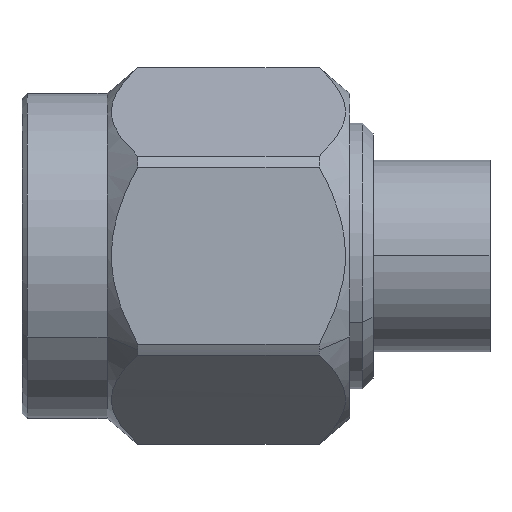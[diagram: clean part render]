
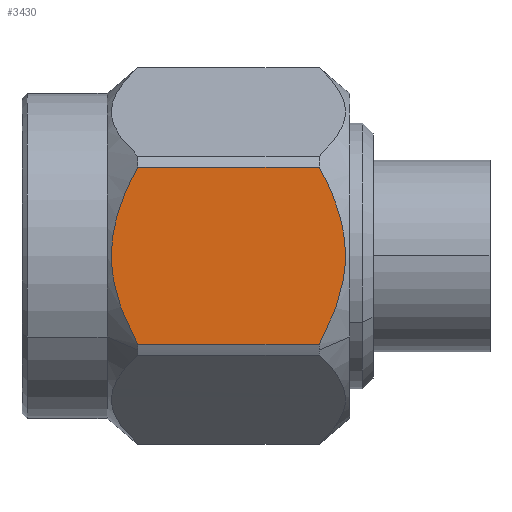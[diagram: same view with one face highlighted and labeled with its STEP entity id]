
A CAD part, top view. The second image highlights one B-rep face of the part: STEP entity #3430.
In plain terms, the highlighted planar face has unit normal (0, 0, 1).
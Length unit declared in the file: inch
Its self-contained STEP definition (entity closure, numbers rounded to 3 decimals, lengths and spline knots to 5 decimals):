
#6 = CARTESIAN_POINT ( 'NONE',  ( 0.29309, -0.05463, 0.15625 ) ) ;
#24 = ORIENTED_EDGE ( 'NONE', *, *, #3152, .T. ) ;
#56 = CARTESIAN_POINT ( 'NONE',  ( 0.29613, -0.04616, 0.15625 ) ) ;
#82 = CARTESIAN_POINT ( 'NONE',  ( 0.1089, 0.08326, 0.15625 ) ) ;
#134 = CARTESIAN_POINT ( 'NONE',  ( 0.1089, 0.08326, 0.15625 ) ) ;
#147 = CARTESIAN_POINT ( 'NONE',  ( 0.0972, -0.05967, 0.15625 ) ) ;
#178 = DIRECTION ( 'NONE',  ( -1., 0., 0. ) ) ;
#284 = ORIENTED_EDGE ( 'NONE', *, *, #325, .T. ) ;
#325 = EDGE_CURVE ( 'NONE', #1074, #531, #1900, .T. ) ;
#337 = FACE_OUTER_BOUND ( 'NONE', #3273, .T. ) ;
#383 = CARTESIAN_POINT ( 'NONE',  ( 0.29768, 0.04134, 0.15625 ) ) ;
#428 = CARTESIAN_POINT ( 'NONE',  ( 0.09582, -0.05635, 0.15625 ) ) ;
#447 = CARTESIAN_POINT ( 'NONE',  ( 0.10506, -0.07639, 0.15625 ) ) ;
#531 = VERTEX_POINT ( 'NONE', #1787 ) ;
#544 = CARTESIAN_POINT ( 'NONE',  ( 0.54, -0.08326, 0.15625 ) ) ;
#573 = CARTESIAN_POINT ( 'NONE',  ( 0.2793, -0.08326, 0.15625 ) ) ;
#593 = CARTESIAN_POINT ( 'NONE',  ( 0.30409, 0.00695, 0.15625 ) ) ;
#621 = CARTESIAN_POINT ( 'NONE',  ( 0.09533, 0.05646, 0.15625 ) ) ;
#644 = CARTESIAN_POINT ( 'NONE',  ( 0.29723, 0.04278, 0.15625 ) ) ;
#705 = CARTESIAN_POINT ( 'NONE',  ( 0.09203, -0.04605, 0.15625 ) ) ;
#889 = CARTESIAN_POINT ( 'NONE',  ( 0.30322, 0.01767, 0.15625 ) ) ;
#906 = CARTESIAN_POINT ( 'NONE',  ( 0.29902, 0.03676, 0.15625 ) ) ;
#929 = ORIENTED_EDGE ( 'NONE', *, *, #2492, .F. ) ;
#953 = CARTESIAN_POINT ( 'NONE',  ( 0.09017, 0.04017, 0.15625 ) ) ;
#1066 = CARTESIAN_POINT ( 'NONE',  ( 0.30407, -0.01428, 0.15625 ) ) ;
#1074 = VERTEX_POINT ( 'NONE', #1967 ) ;
#1119 = CARTESIAN_POINT ( 'NONE',  ( 0.29653, -0.04496, 0.15625 ) ) ;
#1126 = DIRECTION ( 'NONE',  ( 0., 0., 1. ) ) ;
#1129 = CARTESIAN_POINT ( 'NONE',  ( 0.10165, -0.06965, 0.15625 ) ) ;
#1148 = CARTESIAN_POINT ( 'NONE',  ( 0.08853, 0.03426, 0.15625 ) ) ;
#1236 = CARTESIAN_POINT ( 'NONE',  ( 0.09124, -0.04364, 0.15625 ) ) ;
#1423 = CARTESIAN_POINT ( 'NONE',  ( 0.28832, -0.06613, 0.15625 ) ) ;
#1484 = CARTESIAN_POINT ( 'NONE',  ( 0.09136, -0.044, 0.15625 ) ) ;
#1538 = CARTESIAN_POINT ( 'NONE',  ( 0.54, 0.08326, 0.15625 ) ) ;
#1629 = B_SPLINE_CURVE_WITH_KNOTS ( 'NONE', 3,
 ( #2825, #447, #1129, #147, #428, #2187, #2034, #705, #1916, #1484, #1236, #2272, #2968, #3003, #2548, #3335, #2566, #1148, #1780, #953, #2014, #2531, #2709, #621, #3352, #82 ),
 .UNSPECIFIED., .F., .F.,
 ( 4, 2, 2, 1, 1, 2, 2, 2, 2, 2, 1, 1, 2, 2, 4 ),
 ( 0., 0.125, 0.1875, 0.21875, 0.23437, 0.24219, 0.25, 0.5, 0.625, 0.6875, 0.71875, 0.73437, 0.74219, 0.75, 1. ),
 .UNSPECIFIED. ) ;
#1645 = CARTESIAN_POINT ( 'NONE',  ( 0.28318, -0.07632, 0.15625 ) ) ;
#1662 = CARTESIAN_POINT ( 'NONE',  ( 0.29679, -0.04417, 0.15625 ) ) ;
#1677 = CARTESIAN_POINT ( 'NONE',  ( 0.1089, -0.08326, 0.15625 ) ) ;
#1771 = CARTESIAN_POINT ( 'NONE',  ( 0.30068, 0.03036, 0.15625 ) ) ;
#1780 = CARTESIAN_POINT ( 'NONE',  ( 0.08924, 0.03698, 0.15625 ) ) ;
#1787 = CARTESIAN_POINT ( 'NONE',  ( 0.2793, 0.08326, 0.15625 ) ) ;
#1887 = LINE ( 'NONE', #544, #2024 ) ;
#1900 = B_SPLINE_CURVE_WITH_KNOTS ( 'NONE', 3,
 ( #573, #1645, #1423, #6, #2433, #56, #1119, #1662, #3235, #2713, #1066, #593, #889, #1771, #906, #3060, #383, #3027, #644, #2750, #2281, #2230 ),
 .UNSPECIFIED., .F., .F.,
 ( 4, 1, 1, 1, 1, 2, 2, 2, 1, 1, 1, 1, 2, 2, 4 ),
 ( 0., 0.125, 0.1875, 0.21875, 0.23437, 0.24219, 0.25, 0.5, 0.625, 0.6875, 0.71875, 0.73437, 0.74219, 0.75, 1. ),
 .UNSPECIFIED. ) ;
#1916 = CARTESIAN_POINT ( 'NONE',  ( 0.09163, -0.04482, 0.15625 ) ) ;
#1947 = PLANE ( 'NONE',  #1999 ) ;
#1967 = CARTESIAN_POINT ( 'NONE',  ( 0.2793, -0.08326, 0.15625 ) ) ;
#1999 = AXIS2_PLACEMENT_3D ( 'NONE', #2153, #1126, #2981 ) ;
#2014 = CARTESIAN_POINT ( 'NONE',  ( 0.09059, 0.04154, 0.15625 ) ) ;
#2024 = VECTOR ( 'NONE', #3204, 39.37008 ) ;
#2034 = CARTESIAN_POINT ( 'NONE',  ( 0.09302, -0.04893, 0.15625 ) ) ;
#2153 = CARTESIAN_POINT ( 'NONE',  ( 0.54, -0.09021, 0.15625 ) ) ;
#2187 = CARTESIAN_POINT ( 'NONE',  ( 0.09393, -0.0514, 0.15625 ) ) ;
#2230 = CARTESIAN_POINT ( 'NONE',  ( 0.2793, 0.08326, 0.15625 ) ) ;
#2272 = CARTESIAN_POINT ( 'NONE',  ( 0.08643, -0.02848, 0.15625 ) ) ;
#2281 = CARTESIAN_POINT ( 'NONE',  ( 0.28712, 0.0693, 0.15625 ) ) ;
#2292 = VERTEX_POINT ( 'NONE', #134 ) ;
#2433 = CARTESIAN_POINT ( 'NONE',  ( 0.29517, -0.04897, 0.15625 ) ) ;
#2492 = EDGE_CURVE ( 'NONE', #2564, #2292, #1629, .T. ) ;
#2531 = CARTESIAN_POINT ( 'NONE',  ( 0.09087, 0.04245, 0.15625 ) ) ;
#2536 = LINE ( 'NONE', #1538, #2980 ) ;
#2548 = CARTESIAN_POINT ( 'NONE',  ( 0.08472, 0.01451, 0.15624 ) ) ;
#2564 = VERTEX_POINT ( 'NONE', #1677 ) ;
#2566 = CARTESIAN_POINT ( 'NONE',  ( 0.08721, 0.02885, 0.15624 ) ) ;
#2709 = CARTESIAN_POINT ( 'NONE',  ( 0.09103, 0.04296, 0.15625 ) ) ;
#2713 = CARTESIAN_POINT ( 'NONE',  ( 0.30172, -0.0287, 0.15625 ) ) ;
#2750 = CARTESIAN_POINT ( 'NONE',  ( 0.29305, 0.05594, 0.15625 ) ) ;
#2825 = CARTESIAN_POINT ( 'NONE',  ( 0.1089, -0.08326, 0.15625 ) ) ;
#2916 = EDGE_CURVE ( 'NONE', #2564, #1074, #1887, .T. ) ;
#2968 = CARTESIAN_POINT ( 'NONE',  ( 0.0841, -0.01436, 0.15625 ) ) ;
#2980 = VECTOR ( 'NONE', #178, 39.37008 ) ;
#2981 = DIRECTION ( 'NONE',  ( 1., 0., 0. ) ) ;
#3003 = CARTESIAN_POINT ( 'NONE',  ( 0.08413, 0.00737, 0.15625 ) ) ;
#3027 = CARTESIAN_POINT ( 'NONE',  ( 0.29739, 0.04226, 0.15625 ) ) ;
#3060 = CARTESIAN_POINT ( 'NONE',  ( 0.29809, 0.03996, 0.15625 ) ) ;
#3152 = EDGE_CURVE ( 'NONE', #531, #2292, #2536, .T. ) ;
#3204 = DIRECTION ( 'NONE',  ( 1., 0., 0. ) ) ;
#3235 = CARTESIAN_POINT ( 'NONE',  ( 0.2969, -0.04383, 0.15625 ) ) ;
#3273 = EDGE_LOOP ( 'NONE', ( #24, #929, #3398, #284 ) ) ;
#3335 = CARTESIAN_POINT ( 'NONE',  ( 0.08648, 0.02526, 0.15624 ) ) ;
#3352 = CARTESIAN_POINT ( 'NONE',  ( 0.10124, 0.06959, 0.15625 ) ) ;
#3398 = ORIENTED_EDGE ( 'NONE', *, *, #2916, .T. ) ;
#3430 = ADVANCED_FACE ( 'NONE', ( #337 ), #1947, .T. ) ;
